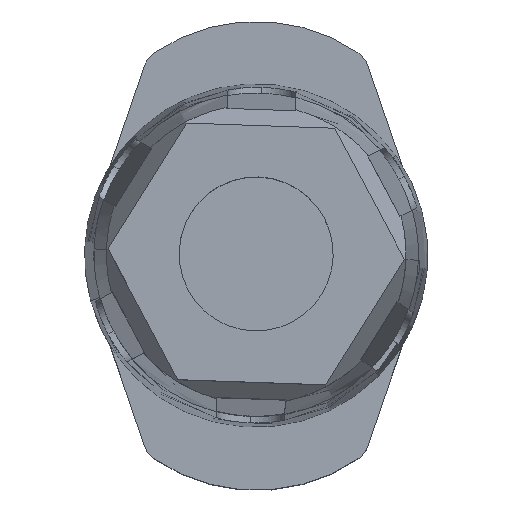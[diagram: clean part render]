
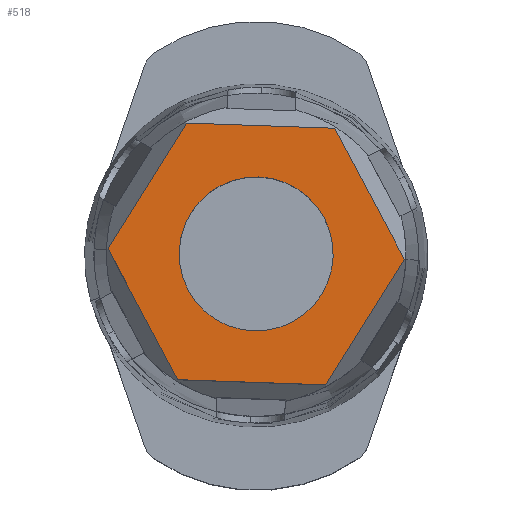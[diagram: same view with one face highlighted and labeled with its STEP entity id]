
A CAD part, top view. The second image highlights one B-rep face of the part: STEP entity #518.
In plain terms, the highlighted planar face has unit normal (0, 0, 1).
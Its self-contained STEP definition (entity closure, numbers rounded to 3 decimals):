
#443=CARTESIAN_POINT('',(3.455,13.93,0.));
#444=DIRECTION('',(-0.,-0.,1.));
#445=DIRECTION('',(0.999,-0.035,0.));
#446=AXIS2_PLACEMENT_3D('',#443,#444,#445);
#447=PLANE('',#446);
#448=CARTESIAN_POINT('',(5.441,6.356,-0.));
#449=VERTEX_POINT('',#448);
#450=CARTESIAN_POINT('',(1.376,14.002,0.));
#451=VERTEX_POINT('',#450);
#452=CARTESIAN_POINT('',(5799.279,-10890.268,-0.));
#453=DIRECTION('',(-0.469,0.883,0.));
#454=VECTOR('',#453,24690.);
#455=LINE('',#452,#454);
#456=EDGE_CURVE('',#449,#451,#455,.T.);
#457=ORIENTED_EDGE('',*,*,#456,.F.);
#458=CARTESIAN_POINT('',(14.096,6.053,-0.));
#459=VERTEX_POINT('',#458);
#460=CARTESIAN_POINT('',(12346.124,-424.59,0.));
#461=DIRECTION('',(-0.999,0.035,-0.));
#462=VECTOR('',#461,24690.);
#463=LINE('',#460,#462);
#464=EDGE_CURVE('',#459,#449,#463,.T.);
#465=ORIENTED_EDGE('',*,*,#464,.F.);
#466=CARTESIAN_POINT('',(18.686,13.398,0.));
#467=VERTEX_POINT('',#466);
#468=CARTESIAN_POINT('',(6558.52,10479.32,0.));
#469=DIRECTION('',(-0.53,-0.848,-0.));
#470=VECTOR('',#469,24690.);
#471=LINE('',#468,#470);
#472=EDGE_CURVE('',#467,#459,#471,.T.);
#473=ORIENTED_EDGE('',*,*,#472,.F.);
#474=CARTESIAN_POINT('',(14.62,21.044,0.));
#475=VERTEX_POINT('',#474);
#476=CARTESIAN_POINT('',(5810.491,-10879.403,-0.));
#477=DIRECTION('',(-0.469,0.883,0.));
#478=VECTOR('',#477,24690.);
#479=LINE('',#476,#478);
#480=EDGE_CURVE('',#467,#475,#479,.T.);
#481=ORIENTED_EDGE('',*,*,#480,.T.);
#482=CARTESIAN_POINT('',(5.965,21.347,0.));
#483=VERTEX_POINT('',#482);
#484=CARTESIAN_POINT('',(-12332.639,452.22,-0.));
#485=DIRECTION('',(0.999,-0.035,0.));
#486=VECTOR('',#485,24690.);
#487=LINE('',#484,#486);
#488=EDGE_CURVE('',#483,#475,#487,.T.);
#489=ORIENTED_EDGE('',*,*,#488,.F.);
#490=CARTESIAN_POINT('',(-6540.202,-10454.711,-0.));
#491=DIRECTION('',(0.53,0.848,0.));
#492=VECTOR('',#491,24690.);
#493=LINE('',#490,#492);
#494=EDGE_CURVE('',#451,#483,#493,.T.);
#495=ORIENTED_EDGE('',*,*,#494,.F.);
#496=EDGE_LOOP('',(#457,#465,#473,#481,#489,#495));
#497=FACE_BOUND('',#496,.T.);
#498=CARTESIAN_POINT('',(14.528,13.543,0.));
#499=VERTEX_POINT('',#498);
#500=CARTESIAN_POINT('',(5.533,13.857,0.));
#501=VERTEX_POINT('',#500);
#502=CARTESIAN_POINT('',(10.031,13.7,0.));
#503=DIRECTION('',(-0.,-0.,1.));
#504=DIRECTION('',(-0.999,0.035,-0.));
#505=AXIS2_PLACEMENT_3D('',#502,#503,#504);
#506=CIRCLE('',#505,4.5);
#507=EDGE_CURVE('',#499,#501,#506,.T.);
#508=ORIENTED_EDGE('',*,*,#507,.F.);
#509=CARTESIAN_POINT('',(10.031,13.7,0.));
#510=DIRECTION('',(-0.,-0.,1.));
#511=DIRECTION('',(-0.999,0.035,-0.));
#512=AXIS2_PLACEMENT_3D('',#509,#510,#511);
#513=CIRCLE('',#512,4.5);
#514=EDGE_CURVE('',#501,#499,#513,.T.);
#515=ORIENTED_EDGE('',*,*,#514,.F.);
#516=EDGE_LOOP('',(#508,#515));
#517=FACE_BOUND('',#516,.T.);
#518=ADVANCED_FACE('',(#497,#517),#447,.T.);
